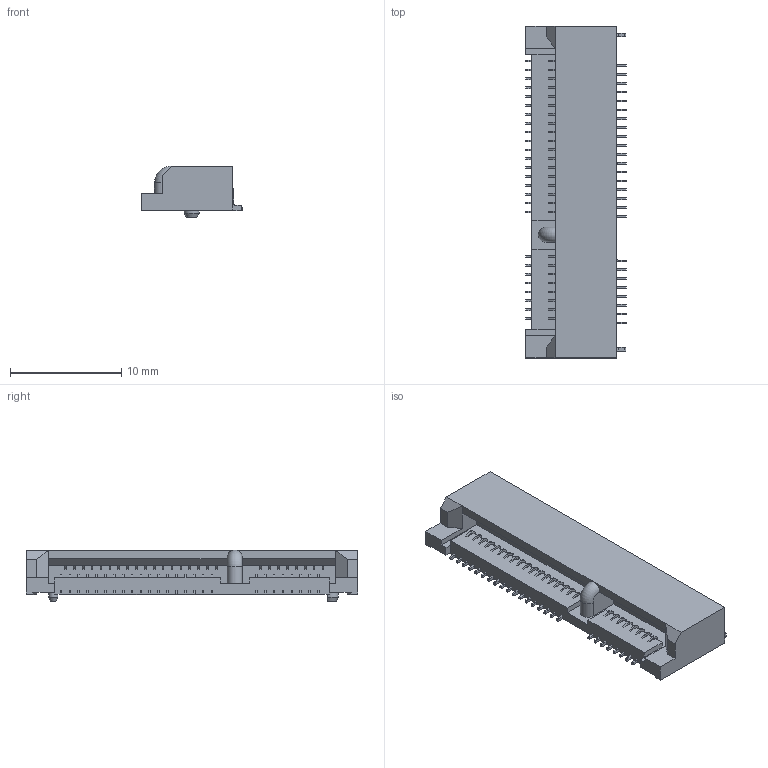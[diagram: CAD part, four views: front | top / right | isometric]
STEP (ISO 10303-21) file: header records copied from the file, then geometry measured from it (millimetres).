
FILE_DESCRIPTION(/* description */ (''),/* implementation_level */ '2;1');
FILE_NAME(/* name */ 'PCI-E v1.step',/* time_stamp */ '2021-02-08T12:48:53+01:00',/* author */ (''),/* organization */ (''),/* preprocessor_version */ 'ST-DEVELOPER v18.1',/* originating_system */ 'Autodesk Translation Framework v9.7.0.1280',/* authorisation */ '');
FILE_SCHEMA (('AUTOMOTIVE_DESIGN { 1 0 10303 214 3 1 1 }'));
Length unit declared in the file: millimetre
Products named in the file (4): PCI-E; elevate board v3; 2041119-1; SOLID (14)
Assembly tree (3 placements, depth 4):
  PCI-E
    elevate board v3
      2041119-1
        SOLID (14)
Bounding box: 9.09 x 29.9 x 4.65 mm (x, y, z)
Volume: 681.8 mm3; surface area: 960.7 mm2
Topology: 1 solids, 1 shells, 1145 faces, 3445 edges, 2276 vertices
Faces by surface type: plane 662, cylinder 479, cone 3, torus 1
Full cylindrical faces by diameter (mm): 0.85 x1
Entity records: 39015 total; most frequent: ORIENTED_EDGE 6890, CARTESIAN_POINT 6877, DIRECTION 6717, EDGE_CURVE 3445, LINE 2473, VECTOR 2473, VERTEX_POINT 2276, AXIS2_PLACEMENT_3D 2122
